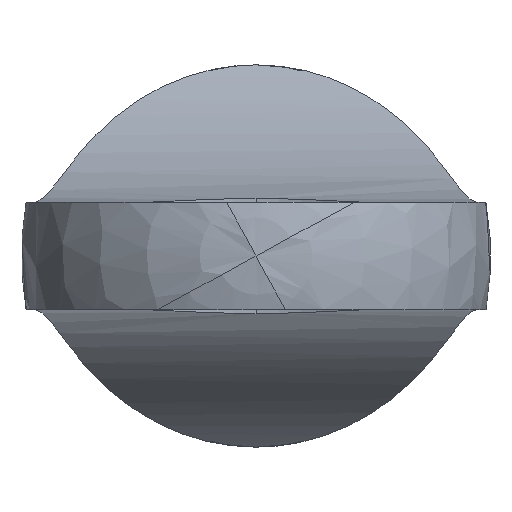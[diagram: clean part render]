
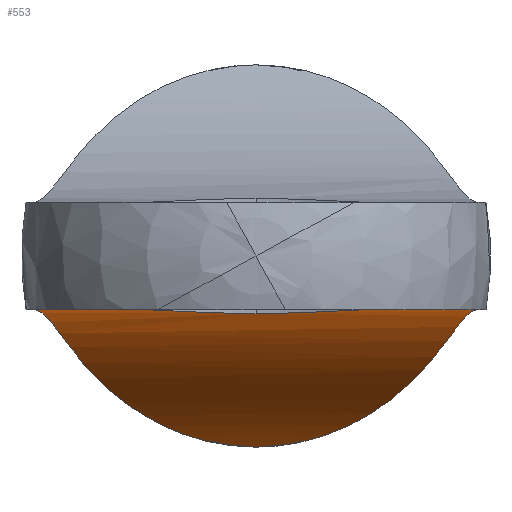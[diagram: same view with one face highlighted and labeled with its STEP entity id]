
A CAD part, left-side view. The second image highlights one B-rep face of the part: STEP entity #553.
In plain terms, the highlighted cylindrical face has radius 20 mm (diameter 40 mm), a partial arc.
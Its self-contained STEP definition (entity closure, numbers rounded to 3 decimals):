
#336=CARTESIAN_POINT('Vertex',(-33.5,-0.01,-8.9)) ;
#340=CARTESIAN_POINT('Control Point',(-33.5,-0.01,-8.9)) ;
#341=CARTESIAN_POINT('Control Point',(-33.5,-0.006,-8.9)) ;
#342=CARTESIAN_POINT('Control Point',(-33.5,-0.003,-8.9)) ;
#343=CARTESIAN_POINT('Control Point',(-33.5,0.,-8.9)) ;
#344=CARTESIAN_POINT('Vertex',(-33.5,0.,-8.9)) ;
#348=CARTESIAN_POINT('Control Point',(-33.5,0.,-8.9)) ;
#349=CARTESIAN_POINT('Control Point',(-33.5,0.003,-8.9)) ;
#350=CARTESIAN_POINT('Control Point',(-33.5,0.006,-8.9)) ;
#351=CARTESIAN_POINT('Control Point',(-33.5,0.01,-8.9)) ;
#352=CARTESIAN_POINT('Vertex',(-33.5,0.01,-8.9)) ;
#456=CARTESIAN_POINT('Vertex',(-34.485,-4.321,-7.909)) ;
#460=CARTESIAN_POINT('Control Point',(-34.485,-4.321,-7.909)) ;
#461=CARTESIAN_POINT('Control Point',(-33.966,-3.306,-8.396)) ;
#462=CARTESIAN_POINT('Control Point',(-33.658,-2.232,-8.73)) ;
#463=CARTESIAN_POINT('Control Point',(-33.501,-1.121,-8.899)) ;
#464=CARTESIAN_POINT('Control Point',(-33.5,-0.01,-8.9)) ;
#472=CARTESIAN_POINT('Axis2P3D Location',(-48.164,0.458,-22.5)) ;
#478=CARTESIAN_POINT('Control Point',(-45.5,0.,-2.678)) ;
#479=CARTESIAN_POINT('Control Point',(-45.5,-1.581,-2.678)) ;
#480=CARTESIAN_POINT('Control Point',(-45.977,-3.163,-2.609)) ;
#481=CARTESIAN_POINT('Control Point',(-46.923,-4.517,-2.5)) ;
#482=CARTESIAN_POINT('Control Point',(-48.164,-5.496,-2.5)) ;
#483=CARTESIAN_POINT('Vertex',(-45.5,0.,-2.678)) ;
#485=CARTESIAN_POINT('Vertex',(-48.164,-5.496,-2.5)) ;
#489=CARTESIAN_POINT('Control Point',(-45.5,0.,-2.678)) ;
#490=CARTESIAN_POINT('Control Point',(-45.5,1.581,-2.678)) ;
#491=CARTESIAN_POINT('Control Point',(-45.977,3.163,-2.609)) ;
#492=CARTESIAN_POINT('Control Point',(-46.923,4.517,-2.5)) ;
#493=CARTESIAN_POINT('Control Point',(-48.164,5.496,-2.5)) ;
#494=CARTESIAN_POINT('Vertex',(-48.164,5.496,-2.5)) ;
#497=CARTESIAN_POINT('Line Origine',(-48.164,0.458,-2.5)) ;
#501=CARTESIAN_POINT('Vertex',(-48.164,10.276,-2.5)) ;
#505=CARTESIAN_POINT('Control Point',(-33.5,0.01,-8.9)) ;
#506=CARTESIAN_POINT('Control Point',(-33.501,0.808,-8.899)) ;
#507=CARTESIAN_POINT('Control Point',(-33.577,1.606,-8.817)) ;
#508=CARTESIAN_POINT('Control Point',(-33.727,2.385,-8.655)) ;
#509=CARTESIAN_POINT('Control Point',(-34.198,3.933,-8.167)) ;
#510=CARTESIAN_POINT('Control Point',(-34.977,5.263,-7.446)) ;
#511=CARTESIAN_POINT('Control Point',(-35.463,5.884,-7.028)) ;
#512=CARTESIAN_POINT('Control Point',(-36.812,7.214,-5.971)) ;
#513=CARTESIAN_POINT('Control Point',(-38.505,8.146,-4.926)) ;
#514=CARTESIAN_POINT('Control Point',(-39.599,8.58,-4.364)) ;
#515=CARTESIAN_POINT('Control Point',(-41.89,9.282,-3.406)) ;
#516=CARTESIAN_POINT('Control Point',(-44.359,9.753,-2.804)) ;
#517=CARTESIAN_POINT('Control Point',(-45.615,9.952,-2.602)) ;
#518=CARTESIAN_POINT('Control Point',(-46.888,10.126,-2.5)) ;
#519=CARTESIAN_POINT('Control Point',(-48.164,10.276,-2.5)) ;
#522=CARTESIAN_POINT('Control Point',(-34.485,-4.321,-7.909)) ;
#523=CARTESIAN_POINT('Control Point',(-34.932,-5.193,-7.491)) ;
#524=CARTESIAN_POINT('Control Point',(-35.498,-5.971,-6.992)) ;
#525=CARTESIAN_POINT('Control Point',(-36.174,-6.635,-6.454)) ;
#526=CARTESIAN_POINT('Control Point',(-37.892,-7.898,-5.252)) ;
#527=CARTESIAN_POINT('Control Point',(-39.964,-8.722,-4.187)) ;
#528=CARTESIAN_POINT('Control Point',(-41.199,-9.082,-3.681)) ;
#529=CARTESIAN_POINT('Control Point',(-43.313,-9.568,-3.016)) ;
#530=CARTESIAN_POINT('Control Point',(-45.516,-9.928,-2.647)) ;
#531=CARTESIAN_POINT('Control Point',(-46.395,-10.056,-2.549)) ;
#532=CARTESIAN_POINT('Control Point',(-47.279,-10.172,-2.5)) ;
#533=CARTESIAN_POINT('Control Point',(-48.164,-10.276,-2.5)) ;
#534=CARTESIAN_POINT('Vertex',(-48.164,-10.276,-2.5)) ;
#537=CARTESIAN_POINT('Line Origine',(-48.164,0.458,-2.5)) ;
#473=DIRECTION('Axis2P3D Direction',(0.,1.,-0.)) ;
#474=DIRECTION('Axis2P3D XDirection',(0.,0.,1.)) ;
#498=DIRECTION('Vector Direction',(0.,1.,0.)) ;
#538=DIRECTION('Vector Direction',(0.,1.,0.)) ;
#475=AXIS2_PLACEMENT_3D('Cylinder Axis2P3D',#472,#473,#474) ;
#543=ORIENTED_EDGE('',*,*,#487,.F.) ;
#544=ORIENTED_EDGE('',*,*,#496,.T.) ;
#545=ORIENTED_EDGE('',*,*,#503,.F.) ;
#546=ORIENTED_EDGE('',*,*,#520,.F.) ;
#547=ORIENTED_EDGE('',*,*,#354,.F.) ;
#548=ORIENTED_EDGE('',*,*,#346,.F.) ;
#549=ORIENTED_EDGE('',*,*,#465,.F.) ;
#550=ORIENTED_EDGE('',*,*,#536,.T.) ;
#551=ORIENTED_EDGE('',*,*,#541,.F.) ;
#499=VECTOR('Line Direction',#498,1.) ;
#539=VECTOR('Line Direction',#538,1.) ;
#553=ADVANCED_FACE('Corps principal',(#552),#476,.F.) ;
#339=B_SPLINE_CURVE_WITH_KNOTS('',3,(#340,#341,#342,#343),.UNSPECIFIED.,.F.,.U.,(4,4),(0.,0.013),.UNSPECIFIED.) ;
#347=B_SPLINE_CURVE_WITH_KNOTS('',3,(#348,#349,#350,#351),.UNSPECIFIED.,.F.,.U.,(4,4),(0.,0.013),.UNSPECIFIED.) ;
#459=B_SPLINE_CURVE_WITH_KNOTS('',4,(#460,#461,#462,#463,#464),.UNSPECIFIED.,.F.,.U.,(5,5),(0.,50.161),.UNSPECIFIED.) ;
#477=B_SPLINE_CURVE_WITH_KNOTS('',4,(#478,#479,#480,#481,#482),.UNSPECIFIED.,.F.,.U.,(5,5),(0.,9.047),.UNSPECIFIED.) ;
#488=B_SPLINE_CURVE_WITH_KNOTS('',4,(#489,#490,#491,#492,#493),.UNSPECIFIED.,.F.,.U.,(5,5),(0.,9.047),.UNSPECIFIED.) ;
#504=B_SPLINE_CURVE_WITH_KNOTS('',5,(#505,#506,#507,#508,#509,#510,#511,#512,#513,#514,#515,#516,#517,#518,#519),.UNSPECIFIED.,.F.,.U.,(6,3,3,3,6),(0.,5.771,12.074,21.119,30.141),.UNSPECIFIED.) ;
#521=B_SPLINE_CURVE_WITH_KNOTS('',5,(#522,#523,#524,#525,#526,#527,#528,#529,#530,#531,#532,#533),.UNSPECIFIED.,.F.,.U.,(6,3,3,6),(0.,7.674,17.315,23.6),.UNSPECIFIED.) ;
#476=CYLINDRICAL_SURFACE('generated cylinder',#475,20.) ;
#346=EDGE_CURVE('',#337,#345,#339,.T.) ;
#354=EDGE_CURVE('',#345,#353,#347,.T.) ;
#465=EDGE_CURVE('',#457,#337,#459,.T.) ;
#487=EDGE_CURVE('',#484,#486,#477,.T.) ;
#496=EDGE_CURVE('',#484,#495,#488,.T.) ;
#503=EDGE_CURVE('',#502,#495,#500,.F.) ;
#520=EDGE_CURVE('',#353,#502,#504,.T.) ;
#536=EDGE_CURVE('',#457,#535,#521,.T.) ;
#541=EDGE_CURVE('',#486,#535,#540,.F.) ;
#542=EDGE_LOOP('',(#543,#544,#545,#546,#547,#548,#549,#550,#551)) ;
#552=FACE_OUTER_BOUND('',#542,.T.) ;
#500=LINE('Line',#497,#499) ;
#540=LINE('Line',#537,#539) ;
#337=VERTEX_POINT('',#336) ;
#345=VERTEX_POINT('',#344) ;
#353=VERTEX_POINT('',#352) ;
#457=VERTEX_POINT('',#456) ;
#484=VERTEX_POINT('',#483) ;
#486=VERTEX_POINT('',#485) ;
#495=VERTEX_POINT('',#494) ;
#502=VERTEX_POINT('',#501) ;
#535=VERTEX_POINT('',#534) ;
